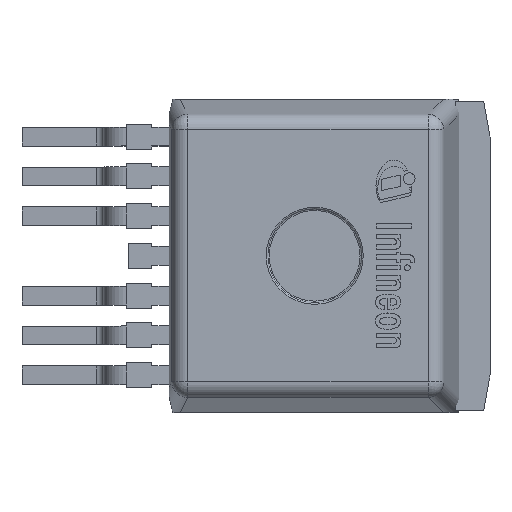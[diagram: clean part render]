
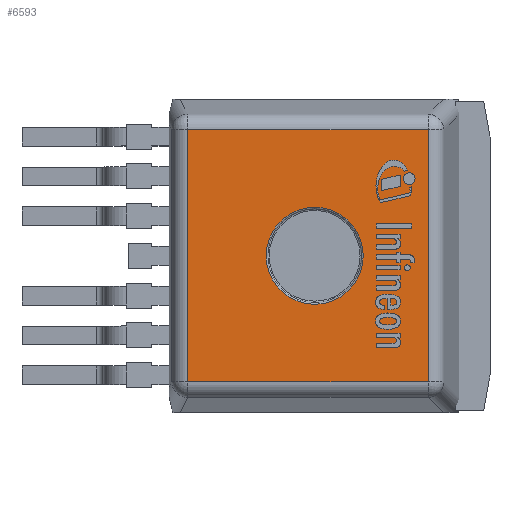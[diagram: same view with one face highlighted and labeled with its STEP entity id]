
A CAD part, top view. The second image highlights one B-rep face of the part: STEP entity #6593.
In plain terms, the highlighted planar face has unit normal (0, 0, 1).
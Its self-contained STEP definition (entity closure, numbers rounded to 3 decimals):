
#61=FACE_BOUND('',#713,.T.);
#74=PLANE('',#7027);
#324=FACE_OUTER_BOUND('',#712,.T.);
#712=EDGE_LOOP('',(#4521,#4522,#4523,#4524));
#713=EDGE_LOOP('',(#4525));
#1098=CIRCLE('',#7028,1.55);
#1401=LINE('',#9833,#2090);
#1405=LINE('',#9858,#2094);
#1410=LINE('',#9868,#2099);
#1412=LINE('',#9872,#2101);
#2090=VECTOR('',#7747,1.);
#2094=VECTOR('',#7779,1.);
#2099=VECTOR('',#7792,1.);
#2101=VECTOR('',#7798,1.);
#2777=VERTEX_POINT('',#9780);
#2788=VERTEX_POINT('',#9810);
#2795=VERTEX_POINT('',#9832);
#2802=VERTEX_POINT('',#9854);
#2804=VERTEX_POINT('',#9876);
#3457=EDGE_CURVE('',#2788,#2795,#1401,.T.);
#3470=EDGE_CURVE('',#2795,#2802,#1405,.T.);
#3476=EDGE_CURVE('',#2802,#2777,#1410,.T.);
#3478=EDGE_CURVE('',#2777,#2788,#1412,.T.);
#3480=EDGE_CURVE('',#2804,#2804,#1098,.T.);
#4521=ORIENTED_EDGE('',*,*,#3478,.F.);
#4522=ORIENTED_EDGE('',*,*,#3476,.F.);
#4523=ORIENTED_EDGE('',*,*,#3470,.F.);
#4524=ORIENTED_EDGE('',*,*,#3457,.F.);
#4525=ORIENTED_EDGE('',*,*,#3480,.F.);
#6593=ADVANCED_FACE('',(#324,#61),#74,.T.);
#7027=AXIS2_PLACEMENT_3D('',#9875,#7802,#7803);
#7028=AXIS2_PLACEMENT_3D('',#9877,#7804,#7805);
#7747=DIRECTION('',(-1.,0.,0.));
#7779=DIRECTION('',(0.,1.,0.));
#7792=DIRECTION('',(1.,0.,0.));
#7798=DIRECTION('',(0.,-1.,0.));
#7802=DIRECTION('center_axis',(0.,0.,1.));
#7803=DIRECTION('ref_axis',(0.,-1.,0.));
#7804=DIRECTION('center_axis',(0.,0.,1.));
#7805=DIRECTION('ref_axis',(0.,1.,0.));
#9780=CARTESIAN_POINT('',(5.504,4.029,4.5));
#9810=CARTESIAN_POINT('',(5.504,-4.029,4.5));
#9832=CARTESIAN_POINT('',(-2.186,-4.029,4.5));
#9833=CARTESIAN_POINT('',(-9.801,-4.029,4.5));
#9854=CARTESIAN_POINT('',(-2.186,4.029,4.5));
#9858=CARTESIAN_POINT('',(-2.186,-5.347,4.5));
#9868=CARTESIAN_POINT('',(13.291,4.029,4.5));
#9872=CARTESIAN_POINT('',(5.504,-6.048,4.5));
#9875=CARTESIAN_POINT('Origin',(1.85,0.,
4.5));
#9876=CARTESIAN_POINT('',(1.875,-1.55,4.5));
#9877=CARTESIAN_POINT('Origin',(1.875,0.,4.5));
